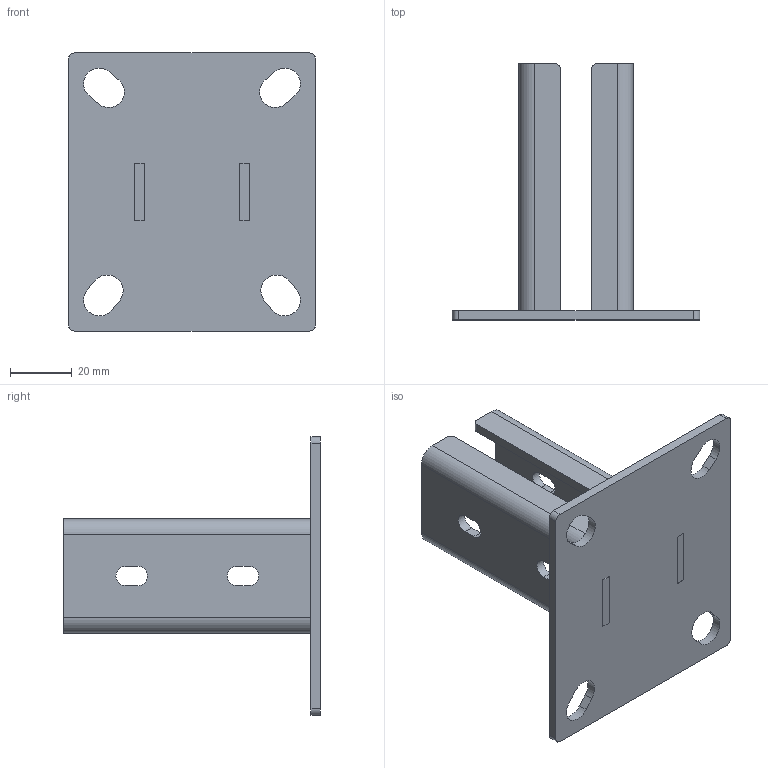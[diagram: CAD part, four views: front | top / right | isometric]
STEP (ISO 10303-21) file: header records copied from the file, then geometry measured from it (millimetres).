
FILE_DESCRIPTION (( 'STEP AP214' ), '1' );
FILE_NAME ('SNS.30.30.OP.03. Îïîðíàÿ ïëîùàäêà 30 ñåðèÿ(V04).STEP', '2017-06-21T07:52:01', ( '' ), ( '' ), 'SwSTEP 2.0', 'SolidWorks 2016', '' );
FILE_SCHEMA (( 'AUTOMOTIVE_DESIGN' ));
Length unit declared in the file: millimetre
Products named in the file (3): SNS.30.30.OP.03. Îïîðíàÿ ïëîùàäêà 30 ñåðèÿ(V04); 40鍔膰睯縺 30_40; 40 ïëàñòèíà íèç_òèï 230_40
Assembly tree (3 placements, depth 2):
  SNS.30.30.OP.03. Îïîðíàÿ ïëîùàäêà 30 ñåðèÿ(V04)
    40 ïëàñòèíà íèç_òèï 230_40
    40鍔膰睯縺 30_40  x2
Bounding box: 80 x 83 x 90 mm (x, y, z)
Volume: 45845.4 mm3; surface area: 34287.2 mm2
Topology: 3 solids, 3 shells, 110 faces, 280 edges, 176 vertices
Faces by surface type: plane 74, cylinder 36
Entity records: 2412 total; most frequent: DIRECTION 406, CARTESIAN_POINT 398, ORIENTED_EDGE 388, EDGE_CURVE 194, VECTOR 142, LINE 142, AXIS2_PLACEMENT_3D 132, VERTEX_POINT 124
